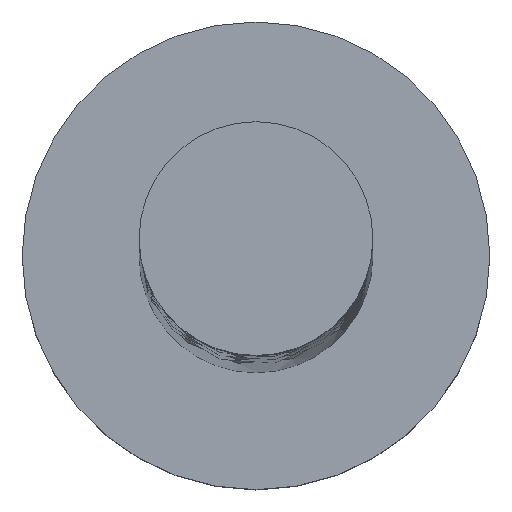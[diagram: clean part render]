
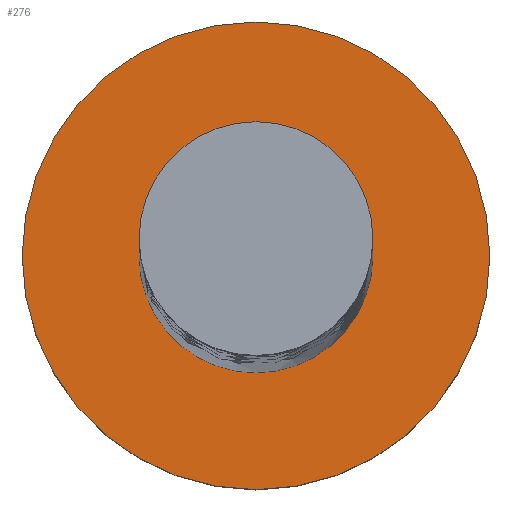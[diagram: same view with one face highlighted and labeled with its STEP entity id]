
A CAD part, top view. The second image highlights one B-rep face of the part: STEP entity #276.
In plain terms, the highlighted planar face has unit normal (0, 0, 1).
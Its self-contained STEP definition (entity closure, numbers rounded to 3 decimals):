
#26 = AXIS2_PLACEMENT_3D ( 'NONE', #544, #1620, #417 ) ;
#30 = DIRECTION ( 'NONE',  ( 1., 0., 0. ) ) ;
#52 = CARTESIAN_POINT ( 'NONE',  ( 2., 0., 3. ) ) ;
#118 = ORIENTED_EDGE ( 'NONE', *, *, #1588, .F. ) ;
#145 = EDGE_CURVE ( 'NONE', #1402, #1645, #647, .T. ) ;
#245 = DIRECTION ( 'NONE',  ( 0., 0., 1. ) ) ;
#274 = AXIS2_PLACEMENT_3D ( 'NONE', #451, #245, #277 ) ;
#276 = ADVANCED_FACE ( 'NONE', ( #1542, #949 ), #469, .T. ) ;
#277 = DIRECTION ( 'NONE',  ( 1., 0., 0. ) ) ;
#403 = EDGE_CURVE ( 'NONE', #1438, #455, #1749, .T. ) ;
#417 = DIRECTION ( 'NONE',  ( 1., 0., 0. ) ) ;
#426 = AXIS2_PLACEMENT_3D ( 'NONE', #733, #1413, #761 ) ;
#451 = CARTESIAN_POINT ( 'NONE',  ( 0., 0., 3. ) ) ;
#455 = VERTEX_POINT ( 'NONE', #52 ) ;
#469 = PLANE ( 'NONE',  #274 ) ;
#544 = CARTESIAN_POINT ( 'NONE',  ( 0., 0., 3. ) ) ;
#647 = CIRCLE ( 'NONE', #26, 4. ) ;
#703 = ORIENTED_EDGE ( 'NONE', *, *, #1716, .T. ) ;
#715 = CIRCLE ( 'NONE', #426, 2. ) ;
#723 = CARTESIAN_POINT ( 'NONE',  ( 0., 0., 3. ) ) ;
#733 = CARTESIAN_POINT ( 'NONE',  ( 0., 0., 3. ) ) ;
#761 = DIRECTION ( 'NONE',  ( 1., 0., 0. ) ) ;
#949 = FACE_OUTER_BOUND ( 'NONE', #1168, .T. ) ;
#1012 = DIRECTION ( 'NONE',  ( 1., 0., 0. ) ) ;
#1028 = EDGE_LOOP ( 'NONE', ( #1174, #118 ) ) ;
#1131 = CARTESIAN_POINT ( 'NONE',  ( 4., 0., 3. ) ) ;
#1164 = CARTESIAN_POINT ( 'NONE',  ( 0., 0., 3. ) ) ;
#1168 = EDGE_LOOP ( 'NONE', ( #1298, #703 ) ) ;
#1174 = ORIENTED_EDGE ( 'NONE', *, *, #403, .F. ) ;
#1240 = DIRECTION ( 'NONE',  ( 0., 0., 1. ) ) ;
#1247 = CIRCLE ( 'NONE', #1444, 4. ) ;
#1298 = ORIENTED_EDGE ( 'NONE', *, *, #145, .T. ) ;
#1377 = CARTESIAN_POINT ( 'NONE',  ( -2., 0., 3. ) ) ;
#1402 = VERTEX_POINT ( 'NONE', #1604 ) ;
#1413 = DIRECTION ( 'NONE',  ( 0., 0., 1. ) ) ;
#1421 = DIRECTION ( 'NONE',  ( 0., 0., 1. ) ) ;
#1438 = VERTEX_POINT ( 'NONE', #1377 ) ;
#1444 = AXIS2_PLACEMENT_3D ( 'NONE', #1164, #1421, #1012 ) ;
#1542 = FACE_BOUND ( 'NONE', #1028, .T. ) ;
#1588 = EDGE_CURVE ( 'NONE', #455, #1438, #715, .T. ) ;
#1604 = CARTESIAN_POINT ( 'NONE',  ( -4., 0., 3. ) ) ;
#1605 = AXIS2_PLACEMENT_3D ( 'NONE', #723, #1240, #30 ) ;
#1620 = DIRECTION ( 'NONE',  ( 0., 0., 1. ) ) ;
#1645 = VERTEX_POINT ( 'NONE', #1131 ) ;
#1716 = EDGE_CURVE ( 'NONE', #1645, #1402, #1247, .T. ) ;
#1749 = CIRCLE ( 'NONE', #1605, 2. ) ;
